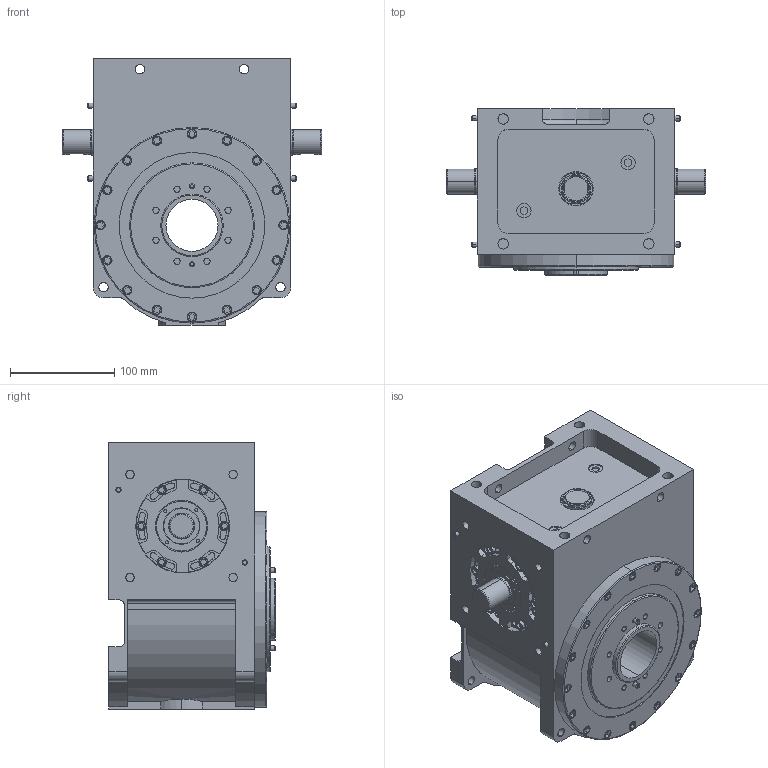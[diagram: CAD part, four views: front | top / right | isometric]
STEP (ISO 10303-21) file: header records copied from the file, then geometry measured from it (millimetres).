
FILE_DESCRIPTION (( 'STEP AP203' ), '1' );
FILE_NAME ('FR08標準外型.STEP', '2025-06-12T09:24:34', ( '' ), ( '' ), 'SwSTEP 2.0', 'SolidWorks 2018', '' );
FILE_SCHEMA (( 'CONFIG_CONTROL_DESIGN' ));
Products named in the file (1): FR08標準外型
Bounding box: 249 x 160 x 256 mm (x, y, z)
Volume: 4435017.5 mm3; surface area: 496963.7 mm2
Topology: 1 solids, 51 shells, 1496 faces, 3460 edges, 2222 vertices
Faces by surface type: plane 733, cylinder 677, torus 54, cone 32
Entity records: 43756 total; most frequent: CARTESIAN_POINT 8471, DIRECTION 7864, ORIENTED_EDGE 6920, EDGE_CURVE 3460, AXIS2_PLACEMENT_3D 3006, VERTEX_POINT 2222, VECTOR 1852, LINE 1852
